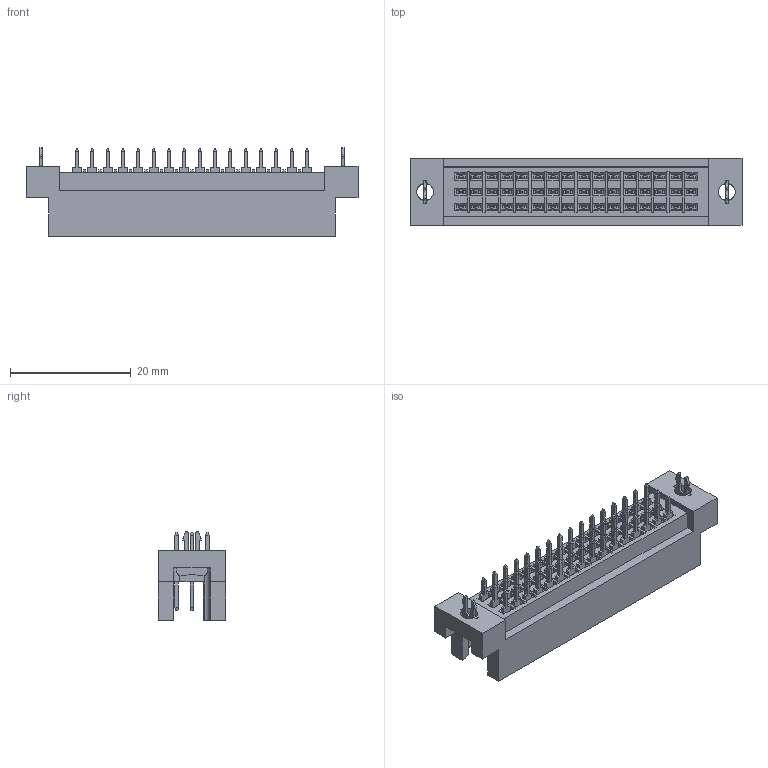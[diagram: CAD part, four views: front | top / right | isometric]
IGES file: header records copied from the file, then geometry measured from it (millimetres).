
Start section: ZWSOFT
Global section: file name: 3410-316amssxwa2.igs; native system: ZW3D; preprocessor: 1.0; author: ZW3D; organization: ZWSOFT; date: 231009.141318; units: millimetre
Bounding box: 55 x 11.1 x 14.7 mm (x, y, z)
Surface area: 6122.2 mm2 (no closed solid volume)
Topology: 0 solids, 0 shells, 2424 faces, 14866 edges, 14866 vertices
Faces by surface type: bspline 2424
